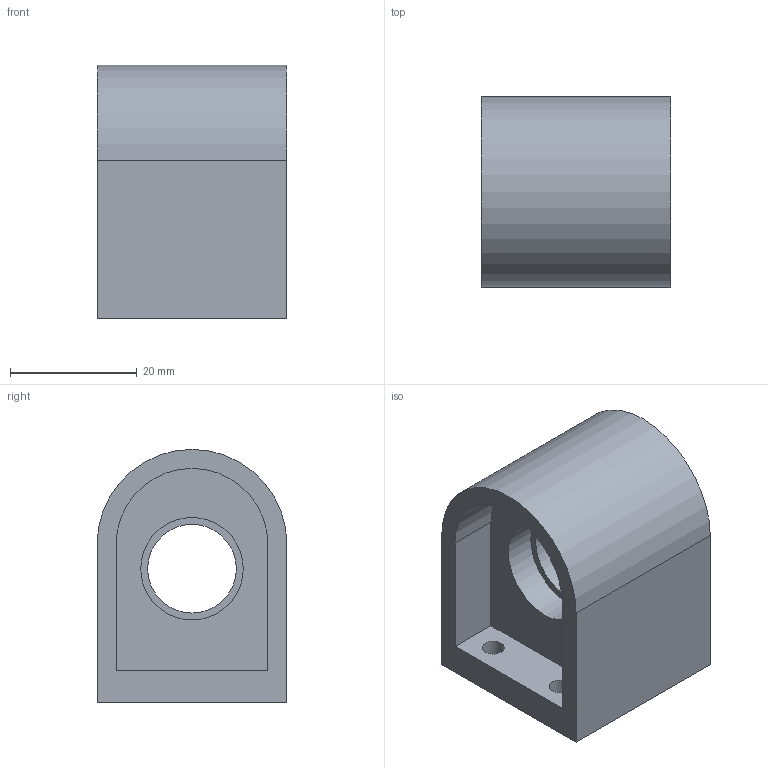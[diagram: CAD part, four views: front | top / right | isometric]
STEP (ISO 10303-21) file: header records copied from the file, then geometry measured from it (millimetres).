
FILE_DESCRIPTION(/* description */ (''),/* implementation_level */ '2;1');
FILE_NAME(/* name */ 'parasit_gear_fixator.step',/* time_stamp */ '2026-01-12T20:52:47+03:00',/* author */ (''),/* organization */ (''),/* preprocessor_version */ 'ST-DEVELOPER v20.1',/* originating_system */ 'Autodesk Translation Framework v14.21.0.0',/* authorisation */ '');
FILE_SCHEMA (('AUTOMOTIVE_DESIGN { 1 0 10303 214 3 1 1 }'));
Length unit declared in the file: millimetre
Products named in the file (1): parasit_gear_fixator
Bounding box: 30 x 30 x 40 mm (x, y, z)
Volume: 18934.4 mm3; surface area: 8167.7 mm2
Topology: 1 solids, 1 shells, 25 faces, 57 edges, 38 vertices
Faces by surface type: plane 15, cylinder 10
Full cylindrical faces by diameter (mm): 3.5 x4, 14 x1, 16.2 x2
Entity records: 771 total; most frequent: DIRECTION 129, CARTESIAN_POINT 121, ORIENTED_EDGE 114, EDGE_CURVE 57, AXIS2_PLACEMENT_3D 46, EDGE_LOOP 39, VERTEX_POINT 38, LINE 37
